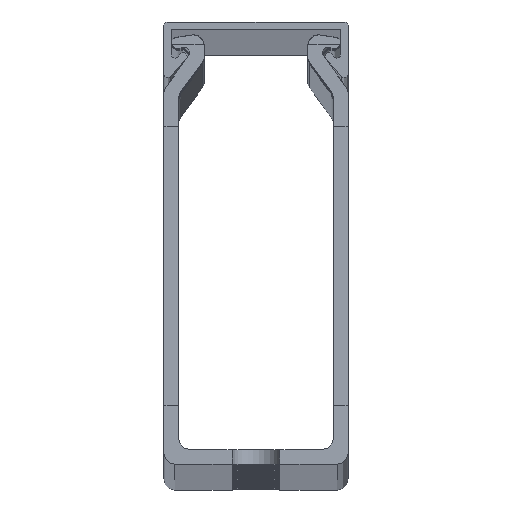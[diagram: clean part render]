
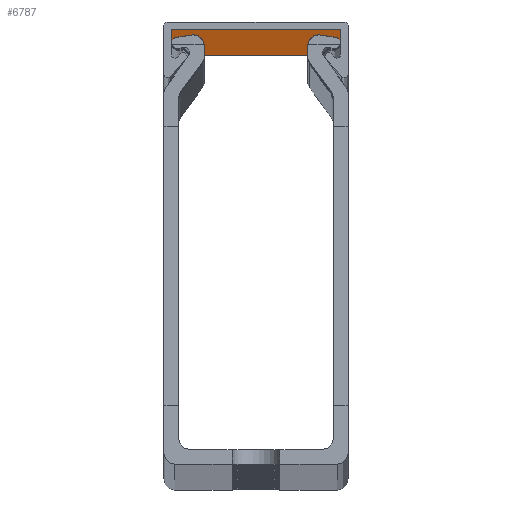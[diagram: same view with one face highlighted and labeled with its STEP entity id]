
A CAD part, top view. The second image highlights one B-rep face of the part: STEP entity #6787.
In plain terms, the highlighted planar face has unit normal (0, -1, 0).
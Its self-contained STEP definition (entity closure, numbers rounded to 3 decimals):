
#30 = ORIENTED_EDGE ( 'NONE', *, *, #29863, .T. ) ;
#97 = CARTESIAN_POINT ( 'NONE',  ( 11.5, 59., 1000. ) ) ;
#104 = EDGE_CURVE ( 'NONE', #24710, #6600, #25105, .T. ) ;
#615 = LINE ( 'NONE', #26359, #4236 ) ;
#2604 = CARTESIAN_POINT ( 'NONE',  ( 11.5, 59., -1000. ) ) ;
#4236 = VECTOR ( 'NONE', #23076, 1000. ) ;
#6395 = VECTOR ( 'NONE', #25749, 1000. ) ;
#6600 = VERTEX_POINT ( 'NONE', #2604 ) ;
#6755 = DIRECTION ( 'NONE',  ( 1., 0., 0. ) ) ;
#6787 = ADVANCED_FACE ( 'NONE', ( #13731 ), #25870, .F. ) ;
#8668 = CARTESIAN_POINT ( 'NONE',  ( -11.5, 59., 1026.373 ) ) ;
#10147 = CARTESIAN_POINT ( 'NONE',  ( -11.5, 59., -1000. ) ) ;
#11391 = ORIENTED_EDGE ( 'NONE', *, *, #15042, .T. ) ;
#12070 = VECTOR ( 'NONE', #6755, 1000. ) ;
#12243 = CARTESIAN_POINT ( 'NONE',  ( -11.5, 59., 1000. ) ) ;
#13731 = FACE_OUTER_BOUND ( 'NONE', #20066, .T. ) ;
#14782 = ORIENTED_EDGE ( 'NONE', *, *, #18156, .T. ) ;
#15042 = EDGE_CURVE ( 'NONE', #24710, #19041, #615, .T. ) ;
#15213 = ORIENTED_EDGE ( 'NONE', *, *, #104, .F. ) ;
#15696 = AXIS2_PLACEMENT_3D ( 'NONE', #8668, #16028, #31148 ) ;
#15961 = LINE ( 'NONE', #26467, #21679 ) ;
#16028 = DIRECTION ( 'NONE',  ( 0., 1., 0. ) ) ;
#17359 = VERTEX_POINT ( 'NONE', #10147 ) ;
#17880 = CARTESIAN_POINT ( 'NONE',  ( 11.5, 59., 1026.373 ) ) ;
#18156 = EDGE_CURVE ( 'NONE', #17359, #6600, #19215, .T. ) ;
#19041 = VERTEX_POINT ( 'NONE', #12243 ) ;
#19215 = LINE ( 'NONE', #24144, #12070 ) ;
#20066 = EDGE_LOOP ( 'NONE', ( #15213, #11391, #30, #14782 ) ) ;
#21215 = DIRECTION ( 'NONE',  ( 0., 0., -1. ) ) ;
#21679 = VECTOR ( 'NONE', #21215, 1000. ) ;
#23076 = DIRECTION ( 'NONE',  ( -1., 0., 0. ) ) ;
#24144 = CARTESIAN_POINT ( 'NONE',  ( -11.5, 59., -1000. ) ) ;
#24710 = VERTEX_POINT ( 'NONE', #97 ) ;
#25105 = LINE ( 'NONE', #17880, #6395 ) ;
#25749 = DIRECTION ( 'NONE',  ( 0., 0., -1. ) ) ;
#25870 = PLANE ( 'NONE',  #15696 ) ;
#26359 = CARTESIAN_POINT ( 'NONE',  ( -11.5, 59., 1000. ) ) ;
#26467 = CARTESIAN_POINT ( 'NONE',  ( -11.5, 59., 1026.373 ) ) ;
#29863 = EDGE_CURVE ( 'NONE', #19041, #17359, #15961, .T. ) ;
#31148 = DIRECTION ( 'NONE',  ( 0., 0., 1. ) ) ;
